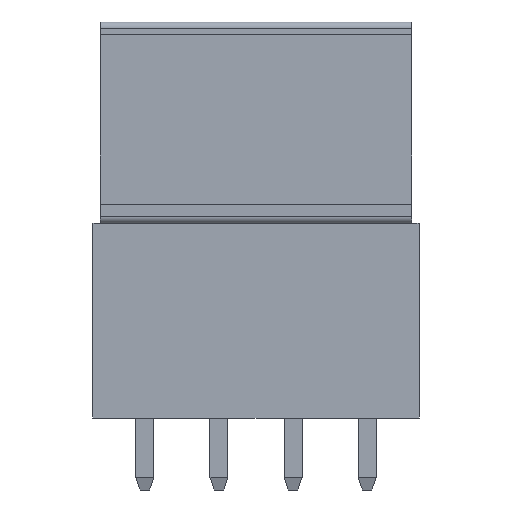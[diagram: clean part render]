
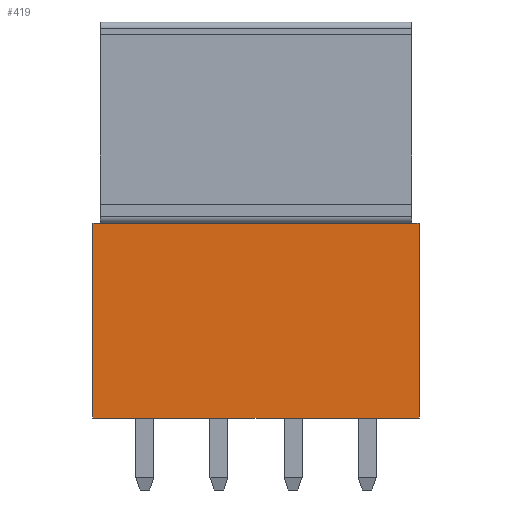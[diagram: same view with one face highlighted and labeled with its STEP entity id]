
A CAD part, front view. The second image highlights one B-rep face of the part: STEP entity #419.
In plain terms, the highlighted planar face has unit normal (0, -1, 0).
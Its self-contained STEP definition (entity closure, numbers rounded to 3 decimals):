
#64 = VERTEX_POINT('',#65);
#65 = CARTESIAN_POINT('',(-2.1,-3.,9.2));
#71 = EDGE_CURVE('',#64,#72,#74,.T.);
#72 = VERTEX_POINT('',#73);
#73 = CARTESIAN_POINT('',(12.6,-3.,9.2));
#74 = LINE('',#75,#76);
#75 = CARTESIAN_POINT('',(-2.45,-3.,9.2));
#76 = VECTOR('',#77,1.);
#77 = DIRECTION('',(1.,0.,0.));
#419 = ADVANCED_FACE('',(#420),#461,.F.);
#420 = FACE_BOUND('',#421,.F.);
#421 = EDGE_LOOP('',(#422,#432,#438,#439,#447,#455));
#422 = ORIENTED_EDGE('',*,*,#423,.T.);
#423 = EDGE_CURVE('',#424,#426,#428,.T.);
#424 = VERTEX_POINT('',#425);
#425 = CARTESIAN_POINT('',(-2.45,-3.,0.));
#426 = VERTEX_POINT('',#427);
#427 = CARTESIAN_POINT('',(-2.45,-3.,9.2));
#428 = LINE('',#429,#430);
#429 = CARTESIAN_POINT('',(-2.45,-3.,0.));
#430 = VECTOR('',#431,1.);
#431 = DIRECTION('',(0.,0.,1.));
#432 = ORIENTED_EDGE('',*,*,#433,.T.);
#433 = EDGE_CURVE('',#426,#64,#434,.T.);
#434 = LINE('',#435,#436);
#435 = CARTESIAN_POINT('',(-2.45,-3.,9.2));
#436 = VECTOR('',#437,1.);
#437 = DIRECTION('',(1.,0.,0.));
#438 = ORIENTED_EDGE('',*,*,#71,.T.);
#439 = ORIENTED_EDGE('',*,*,#440,.T.);
#440 = EDGE_CURVE('',#72,#441,#443,.T.);
#441 = VERTEX_POINT('',#442);
#442 = CARTESIAN_POINT('',(12.95,-3.,9.2));
#443 = LINE('',#444,#445);
#444 = CARTESIAN_POINT('',(-2.45,-3.,9.2));
#445 = VECTOR('',#446,1.);
#446 = DIRECTION('',(1.,0.,0.));
#447 = ORIENTED_EDGE('',*,*,#448,.F.);
#448 = EDGE_CURVE('',#449,#441,#451,.T.);
#449 = VERTEX_POINT('',#450);
#450 = CARTESIAN_POINT('',(12.95,-3.,0.));
#451 = LINE('',#452,#453);
#452 = CARTESIAN_POINT('',(12.95,-3.,0.));
#453 = VECTOR('',#454,1.);
#454 = DIRECTION('',(0.,0.,1.));
#455 = ORIENTED_EDGE('',*,*,#456,.F.);
#456 = EDGE_CURVE('',#424,#449,#457,.T.);
#457 = LINE('',#458,#459);
#458 = CARTESIAN_POINT('',(-2.45,-3.,0.));
#459 = VECTOR('',#460,1.);
#460 = DIRECTION('',(1.,0.,0.));
#461 = PLANE('',#462);
#462 = AXIS2_PLACEMENT_3D('',#463,#464,#465);
#463 = CARTESIAN_POINT('',(-2.45,-3.,0.));
#464 = DIRECTION('',(0.,1.,0.));
#465 = DIRECTION('',(1.,0.,0.));
